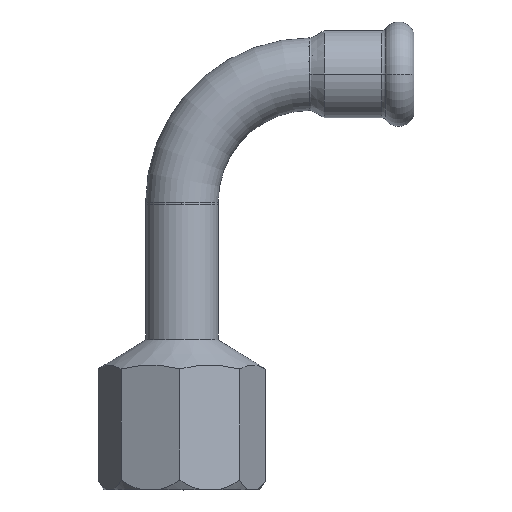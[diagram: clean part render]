
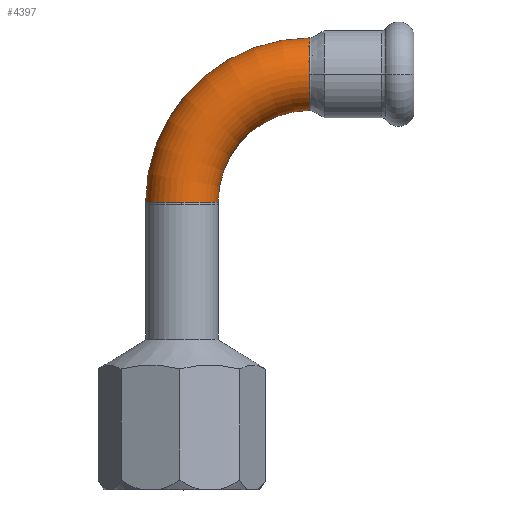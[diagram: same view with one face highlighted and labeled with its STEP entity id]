
A CAD part, top view. The second image highlights one B-rep face of the part: STEP entity #4397.
In plain terms, the highlighted toroidal (fillet/blend) face has major radius 26.5 mm and minor radius 7.5 mm.
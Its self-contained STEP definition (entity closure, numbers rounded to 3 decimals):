
#153 = CARTESIAN_POINT ( 'NONE',  ( 7.5, 0.5, 0. ) ) ;
#220 = CIRCLE ( 'NONE', #2215, 7.5 ) ;
#376 = CIRCLE ( 'NONE', #1761, 19. ) ;
#412 = CARTESIAN_POINT ( 'NONE',  ( 26.5, 0.5, 0. ) ) ;
#630 = DIRECTION ( 'NONE',  ( 0., 0., 1. ) ) ;
#636 = CARTESIAN_POINT ( 'NONE',  ( -7.5, 0.5, 0. ) ) ;
#737 = DIRECTION ( 'NONE',  ( 1., 0., 0. ) ) ;
#748 = CIRCLE ( 'NONE', #901, 7.5 ) ;
#786 = DIRECTION ( 'NONE',  ( -1., 0., 0. ) ) ;
#898 = AXIS2_PLACEMENT_3D ( 'NONE', #1763, #630, #4325 ) ;
#901 = AXIS2_PLACEMENT_3D ( 'NONE', #2343, #3063, #786 ) ;
#914 = ORIENTED_EDGE ( 'NONE', *, *, #3407, .T. ) ;
#1086 = FACE_OUTER_BOUND ( 'NONE', #4484, .T. ) ;
#1121 = VERTEX_POINT ( 'NONE', #3387 ) ;
#1170 = DIRECTION ( 'NONE',  ( -1., 0., 0. ) ) ;
#1371 = ORIENTED_EDGE ( 'NONE', *, *, #2866, .T. ) ;
#1584 = ORIENTED_EDGE ( 'NONE', *, *, #2499, .F. ) ;
#1686 = AXIS2_PLACEMENT_3D ( 'NONE', #3460, #3728, #3775 ) ;
#1743 = DIRECTION ( 'NONE',  ( 0., 0., 1. ) ) ;
#1761 = AXIS2_PLACEMENT_3D ( 'NONE', #412, #4002, #737 ) ;
#1763 = CARTESIAN_POINT ( 'NONE',  ( 26.5, 0.5, 0. ) ) ;
#1812 = CARTESIAN_POINT ( 'NONE',  ( 26.5, 0.5, 0. ) ) ;
#1881 = VERTEX_POINT ( 'NONE', #636 ) ;
#2032 = VERTEX_POINT ( 'NONE', #2784 ) ;
#2215 = AXIS2_PLACEMENT_3D ( 'NONE', #4529, #4104, #1170 ) ;
#2343 = CARTESIAN_POINT ( 'NONE',  ( 0., 0.5, 0. ) ) ;
#2487 = VERTEX_POINT ( 'NONE', #153 ) ;
#2499 = EDGE_CURVE ( 'NONE', #4037, #2032, #2668, .T. ) ;
#2668 = CIRCLE ( 'NONE', #1686, 7.5 ) ;
#2702 = EDGE_CURVE ( 'NONE', #2032, #2487, #376, .T. ) ;
#2784 = CARTESIAN_POINT ( 'NONE',  ( 26.5, 19.5, 0. ) ) ;
#2866 = EDGE_CURVE ( 'NONE', #1881, #1121, #220, .T. ) ;
#2991 = EDGE_CURVE ( 'NONE', #1121, #2487, #748, .T. ) ;
#3063 = DIRECTION ( 'NONE',  ( 0., 1., 0. ) ) ;
#3305 = ORIENTED_EDGE ( 'NONE', *, *, #2991, .T. ) ;
#3387 = CARTESIAN_POINT ( 'NONE',  ( 0., 0.5, 7.5 ) ) ;
#3407 = EDGE_CURVE ( 'NONE', #4037, #1881, #3668, .T. ) ;
#3460 = CARTESIAN_POINT ( 'NONE',  ( 26.5, 27., 0. ) ) ;
#3468 = ORIENTED_EDGE ( 'NONE', *, *, #2702, .F. ) ;
#3613 = DIRECTION ( 'NONE',  ( 1., 0., 0. ) ) ;
#3668 = CIRCLE ( 'NONE', #4585, 34. ) ;
#3728 = DIRECTION ( 'NONE',  ( 1., 0., 0. ) ) ;
#3775 = DIRECTION ( 'NONE',  ( 0., 1., 0. ) ) ;
#3820 = TOROIDAL_SURFACE ( 'NONE', #898, 26.5, 7.5 ) ;
#4002 = DIRECTION ( 'NONE',  ( 0., 0., 1. ) ) ;
#4037 = VERTEX_POINT ( 'NONE', #4643 ) ;
#4104 = DIRECTION ( 'NONE',  ( 0., 1., 0. ) ) ;
#4325 = DIRECTION ( 'NONE',  ( 1., 0., 0. ) ) ;
#4397 = ADVANCED_FACE ( 'NONE', ( #1086 ), #3820, .T. ) ;
#4484 = EDGE_LOOP ( 'NONE', ( #1584, #914, #1371, #3305, #3468 ) ) ;
#4529 = CARTESIAN_POINT ( 'NONE',  ( 0., 0.5, 0. ) ) ;
#4585 = AXIS2_PLACEMENT_3D ( 'NONE', #1812, #1743, #3613 ) ;
#4643 = CARTESIAN_POINT ( 'NONE',  ( 26.5, 34.5, 0. ) ) ;
